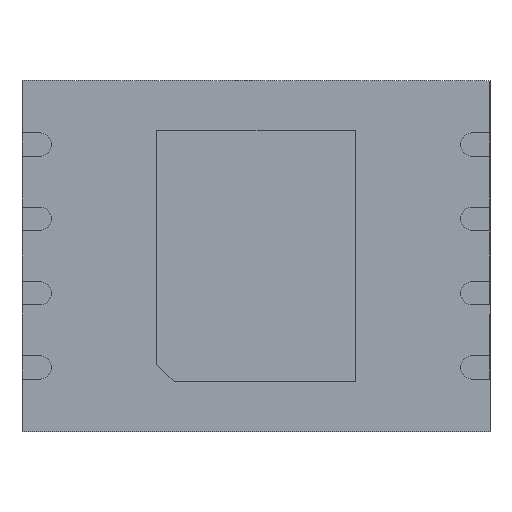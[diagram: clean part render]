
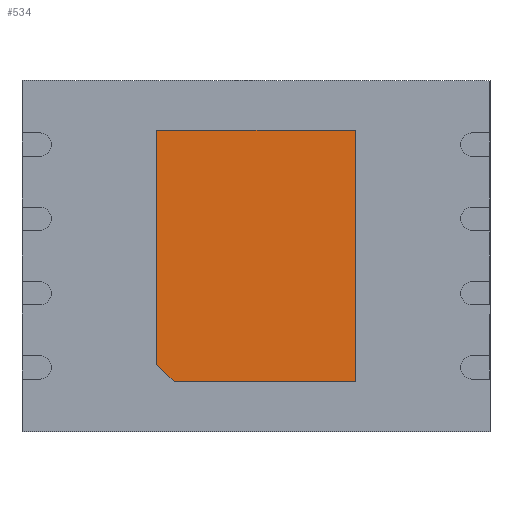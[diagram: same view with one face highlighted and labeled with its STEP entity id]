
A CAD part, front view. The second image highlights one B-rep face of the part: STEP entity #534.
In plain terms, the highlighted planar face has unit normal (0, -1, 0).
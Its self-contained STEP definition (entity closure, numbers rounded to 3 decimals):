
#122 = ORIENTED_EDGE ( 'NONE', *, *, #401, .F. ) ;
#147 = VERTEX_POINT ( 'NONE', #1195 ) ;
#196 = CARTESIAN_POINT ( 'NONE',  ( -1.4, 0., -2.15 ) ) ;
#224 = CARTESIAN_POINT ( 'NONE',  ( -1.4, 0., -2.15 ) ) ;
#273 = DIRECTION ( 'NONE',  ( 0., 0., -1. ) ) ;
#288 = CARTESIAN_POINT ( 'NONE',  ( 0., 0., 0. ) ) ;
#296 = ORIENTED_EDGE ( 'NONE', *, *, #1504, .F. ) ;
#351 = VERTEX_POINT ( 'NONE', #1393 ) ;
#384 = VERTEX_POINT ( 'NONE', #910 ) ;
#401 = EDGE_CURVE ( 'NONE', #384, #1346, #1275, .T. ) ;
#420 = DIRECTION ( 'NONE',  ( 1., 0., 0. ) ) ;
#441 = DIRECTION ( 'NONE',  ( 0., 0., 1. ) ) ;
#479 = ORIENTED_EDGE ( 'NONE', *, *, #1127, .F. ) ;
#534 = ADVANCED_FACE ( 'NONE', ( #880 ), #1374, .F. ) ;
#585 = CARTESIAN_POINT ( 'NONE',  ( -1.7, 0., -1.85 ) ) ;
#602 = ORIENTED_EDGE ( 'NONE', *, *, #694, .F. ) ;
#630 = VECTOR ( 'NONE', #668, 1000. ) ;
#636 = CARTESIAN_POINT ( 'NONE',  ( 1.7, 0., -2.15 ) ) ;
#639 = VECTOR ( 'NONE', #273, 1000. ) ;
#661 = VECTOR ( 'NONE', #697, 1000. ) ;
#668 = DIRECTION ( 'NONE',  ( -0.707, 0., 0.707 ) ) ;
#694 = EDGE_CURVE ( 'NONE', #1346, #351, #1039, .T. ) ;
#697 = DIRECTION ( 'NONE',  ( -1., 0., 0. ) ) ;
#720 = ORIENTED_EDGE ( 'NONE', *, *, #1294, .F. ) ;
#756 = DIRECTION ( 'NONE',  ( 0., 1., 0. ) ) ;
#830 = EDGE_LOOP ( 'NONE', ( #720, #296, #479, #602, #122 ) ) ;
#860 = LINE ( 'NONE', #1357, #639 ) ;
#874 = VERTEX_POINT ( 'NONE', #636 ) ;
#880 = FACE_OUTER_BOUND ( 'NONE', #830, .T. ) ;
#910 = CARTESIAN_POINT ( 'NONE',  ( -1.4, 0., -2.15 ) ) ;
#937 = AXIS2_PLACEMENT_3D ( 'NONE', #288, #756, #1250 ) ;
#1018 = LINE ( 'NONE', #1515, #1584 ) ;
#1039 = LINE ( 'NONE', #1532, #1460 ) ;
#1127 = EDGE_CURVE ( 'NONE', #351, #147, #1018, .T. ) ;
#1195 = CARTESIAN_POINT ( 'NONE',  ( 1.7, 0., 2.15 ) ) ;
#1250 = DIRECTION ( 'NONE',  ( 0., 0., 1. ) ) ;
#1275 = LINE ( 'NONE', #196, #630 ) ;
#1294 = EDGE_CURVE ( 'NONE', #874, #384, #1304, .T. ) ;
#1304 = LINE ( 'NONE', #224, #661 ) ;
#1346 = VERTEX_POINT ( 'NONE', #585 ) ;
#1357 = CARTESIAN_POINT ( 'NONE',  ( 1.7, 0., 2.15 ) ) ;
#1374 = PLANE ( 'NONE',  #937 ) ;
#1393 = CARTESIAN_POINT ( 'NONE',  ( -1.7, 0., 2.15 ) ) ;
#1460 = VECTOR ( 'NONE', #441, 1000. ) ;
#1504 = EDGE_CURVE ( 'NONE', #147, #874, #860, .T. ) ;
#1515 = CARTESIAN_POINT ( 'NONE',  ( -1.7, 0., 2.15 ) ) ;
#1532 = CARTESIAN_POINT ( 'NONE',  ( -1.7, 0., 2.15 ) ) ;
#1584 = VECTOR ( 'NONE', #420, 1000. ) ;
